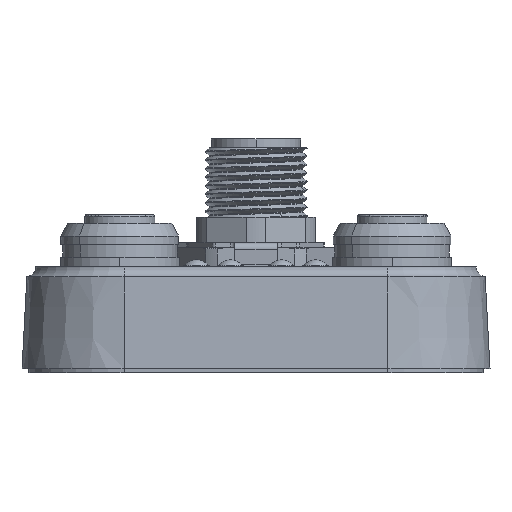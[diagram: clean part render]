
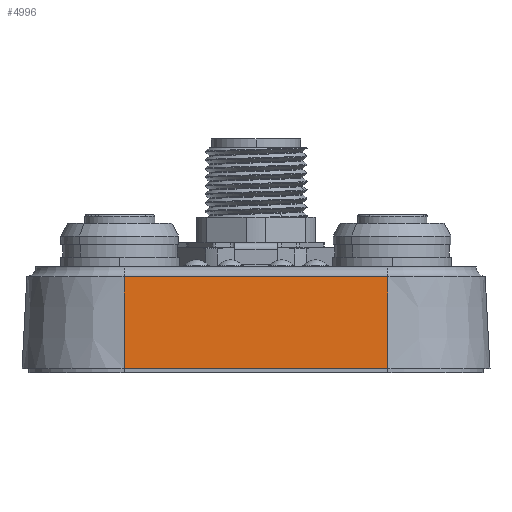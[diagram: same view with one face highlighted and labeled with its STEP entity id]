
A CAD part, front view. The second image highlights one B-rep face of the part: STEP entity #4996.
In plain terms, the highlighted planar face has unit normal (0, -0.999, 0.052).
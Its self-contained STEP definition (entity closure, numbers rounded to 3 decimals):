
#4996=ADVANCED_FACE('',(#9764),#7487,.T.);
#7487=PLANE('',#55711);
#9764=FACE_OUTER_BOUND('',#12384,.T.);
#12384=EDGE_LOOP('',(#17575,#17576,#17577,#17578));
#17575=ORIENTED_EDGE('',*,*,#37106,.F.);
#17576=ORIENTED_EDGE('',*,*,#37103,.F.);
#17577=ORIENTED_EDGE('',*,*,#37107,.F.);
#17578=ORIENTED_EDGE('',*,*,#36371,.T.);
#31255=VERTEX_POINT('',#75132);
#31256=VERTEX_POINT('',#75134);
#31739=VERTEX_POINT('',#81153);
#31740=VERTEX_POINT('',#81157);
#36371=EDGE_CURVE('',#31256,#31255,#43904,.T.);
#37103=EDGE_CURVE('',#31739,#31740,#44230,.T.);
#37106=EDGE_CURVE('',#31740,#31255,#44231,.T.);
#37107=EDGE_CURVE('',#31256,#31739,#44232,.T.);
#43904=LINE('',#75133,#50082);
#44230=LINE('',#81156,#50408);
#44231=LINE('',#81162,#50409);
#44232=LINE('',#81164,#50410);
#50082=VECTOR('',#60194,1.);
#50408=VECTOR('',#61530,1.);
#50409=VECTOR('',#61539,1.);
#50410=VECTOR('',#61542,1.);
#55711=AXIS2_PLACEMENT_3D('',#81165,#61543,#61544);
#60194=DIRECTION('',(1.,0.,0.));
#61530=DIRECTION('',(1.,0.,0.));
#61539=DIRECTION('',(0.,-0.052,-0.999));
#61542=DIRECTION('',(0.,0.052,0.999));
#61543=DIRECTION('',(0.,-0.999,0.052));
#61544=DIRECTION('',(-1.,0.,0.));
#75132=CARTESIAN_POINT('',(-281.5,49.5,0.));
#75133=CARTESIAN_POINT('',(-312.5,49.5,0.));
#75134=CARTESIAN_POINT('',(-312.5,49.5,0.));
#81153=CARTESIAN_POINT('',(-312.5,50.066,10.8));
#81156=CARTESIAN_POINT('',(-312.5,50.066,10.8));
#81157=CARTESIAN_POINT('',(-281.5,50.066,10.8));
#81162=CARTESIAN_POINT('',(-281.5,50.066,10.8));
#81164=CARTESIAN_POINT('',(-312.5,49.5,0.));
#81165=CARTESIAN_POINT('',(-297.,49.5,0.));
